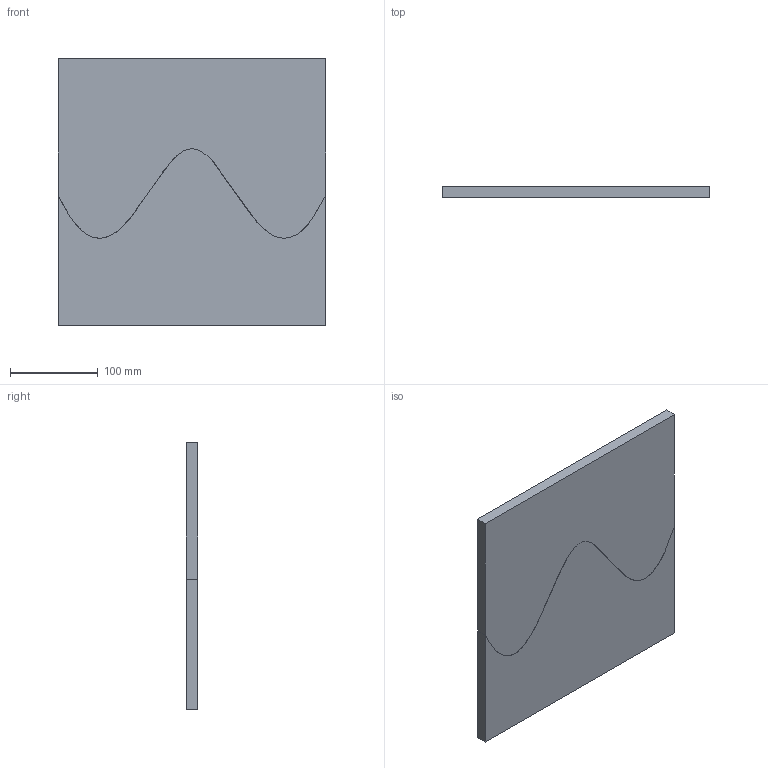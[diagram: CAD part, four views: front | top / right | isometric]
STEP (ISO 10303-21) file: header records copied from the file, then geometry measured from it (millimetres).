
FILE_DESCRIPTION(/* description */ (''),/* implementation_level */ '2;1');
FILE_NAME(/* name */ 'Curve Test.step',/* time_stamp */ '2020-03-05T15:40:54-05:00',/* author */ (''),/* organization */ (''),/* preprocessor_version */ 'ST-DEVELOPER v18',/* originating_system */ 'Autodesk Translation Framework v8.12.0.6',/* authorisation */ '');
FILE_SCHEMA (('AUTOMOTIVE_DESIGN { 1 0 10303 214 3 1 1 }'));
Length unit declared in the file: inch
Products named in the file (1): (Unsaved)
Bounding box: 304.8 x 12.7 x 304.8 mm (x, y, z)
Volume: 1180165.3 mm3; surface area: 212599.6 mm2
Topology: 2 solids, 2 shells, 12 faces, 24 edges, 16 vertices
Faces by surface type: plane 10, bspline 2
Entity records: 774 total; most frequent: CARTESIAN_POINT 499, ORIENTED_EDGE 48, DIRECTION 42, EDGE_CURVE 24, LINE 20, VECTOR 20, VERTEX_POINT 16, FACE_OUTER_BOUND 12
